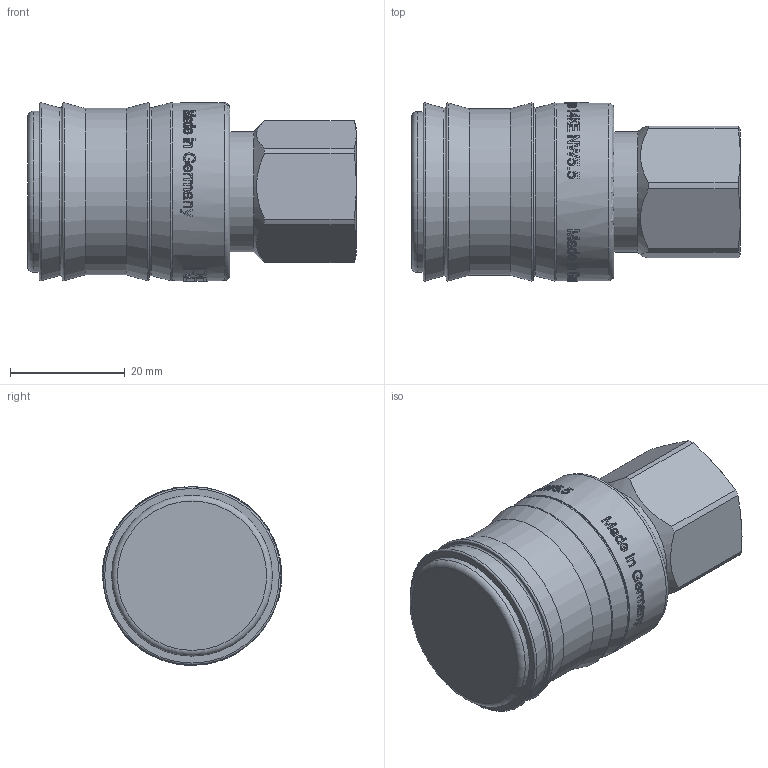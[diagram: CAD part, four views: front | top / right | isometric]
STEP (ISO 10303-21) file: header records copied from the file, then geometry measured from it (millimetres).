
FILE_DESCRIPTION(/* description */ (''),/* implementation_level */ '2;1');
FILE_NAME(/* name */ '14keiw13mpn.stp',/* time_stamp */ '2018-03-13T15:05:29+01:00',/* author */ ('IA176480'),/* organization */ (''),/* preprocessor_version */ 'ST-DEVELOPER v16.5',/* originating_system */ 'Autodesk Inventor 2017',/* authorisation */ '');
FILE_SCHEMA (('AUTOMOTIVE_DESIGN { 1 0 10303 214 3 1 1 }'));
Products named in the file (1): 14KEIW13MPN
Bounding box: 57.23 x 31.2 x 31.1 mm (x, y, z)
Volume: 32143.2 mm3; surface area: 7802.5 mm2
Topology: 1 solids, 5 shells, 544 faces, 1443 edges, 957 vertices
Faces by surface type: bspline 248, plane 213, cylinder 58, cone 17, torus 8
Full cylindrical faces by diameter (mm): 11.445 x1, 21 x1, 21.1 x1, 28 x1, 29 x1, 31 x1
Entity records: 67514 total; most frequent: CARTESIAN_POINT 54771, ORIENTED_EDGE 2828, DIRECTION 1936, EDGE_CURVE 1414, VERTEX_POINT 950, LINE 654, VECTOR 654, AXIS2_PLACEMENT_3D 641
